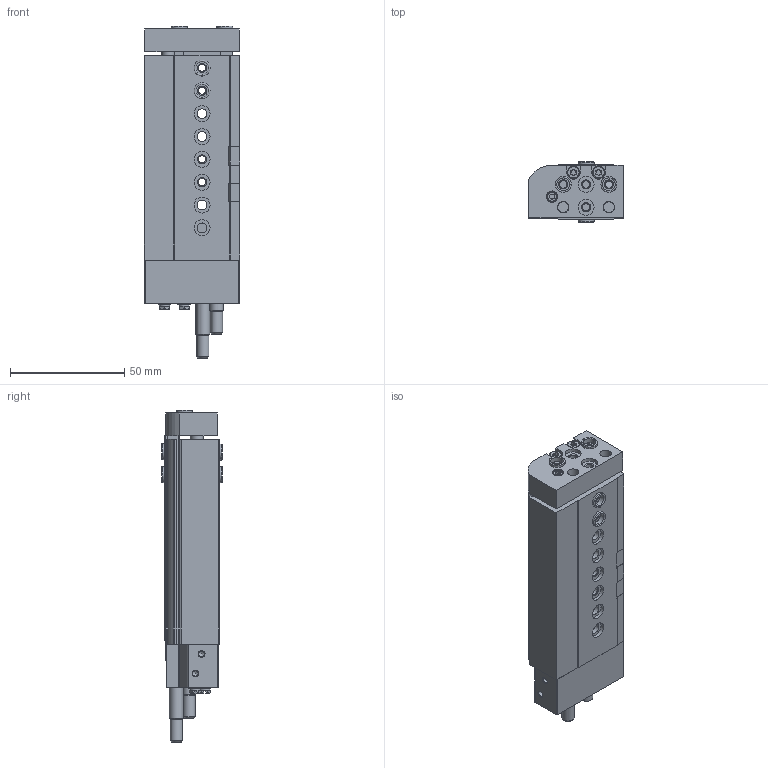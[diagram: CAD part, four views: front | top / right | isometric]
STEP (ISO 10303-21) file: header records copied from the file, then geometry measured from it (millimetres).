
FILE_DESCRIPTION(/* description */ ('STEP AP214'),/* implementation_level */ '2;1');
FILE_NAME(/* name */ '543939_DGSL-8-40-Y3A',/* time_stamp */ '2024-08-14T06:38:50+02:00',/* author */ ('License CC BY-ND 4.0'),/* organization */ ('CADENAS'),/* preprocessor_version */ 'ST-DEVELOPER v19.3',/* originating_system */ 'PARTsolutions',/* authorisation */ ' ');
FILE_SCHEMA (('INTEGRATED_CNC_SCHEMA','AUTOMOTIVE_DESIGN {1 0 10303 214 3 1 1}'));
Length unit declared in the file: millimetre
Products named in the file (8): 543939 DGSL-8-40-Y3A---(0); DGSL-8---(40-0-0-30-zr); 548070 DYSW-4-6-Y1F---(SD_0); 30979 B-M3-S9; 686784 DGSL-8-AS; 686800 DGSL-8-AS; DGSL-8---(40-0-JP); 8146544 ZBH-7-B
Assembly tree (14 placements, depth 2):
  543939 DGSL-8-40-Y3A---(0)
    DGSL-8---(40-0-0-30-zr)
    548070 DYSW-4-6-Y1F---(SD_0)  x2
    30979 B-M3-S9  x2
    686784 DGSL-8-AS
    686800 DGSL-8-AS
    DGSL-8---(40-0-JP)
    8146544 ZBH-7-B  x6
Bounding box: 42 x 26.6 x 145.4 mm (x, y, z)
Volume: 89018.8 mm3; surface area: 41668.4 mm2
Topology: 14 solids, 14 shells, 684 faces, 1672 edges, 1082 vertices
Faces by surface type: plane 339, cylinder 247, cone 75, torus 21, sphere 2
Full cylindrical faces by diameter (mm): 2 x2, 2.013 x1, 2.4 x2, 2.459 x6, 2.5 x2, 3 x4, 3.242 x12, 3.5 x2, 3.7 x2, 4 x3, 4.3 x4, 4.5 x3, 4.8 x2, 5 x3, 5.35 x2, 5.459 x2, 5.5 x11, 5.58 x2, 6 x7, 7 x16, 8 x4, 8.2 x3, 10 x2
Entity records: 17749 total; most frequent: CARTESIAN_POINT 3054, DIRECTION 3022, ORIENTED_EDGE 2644, EDGE_CURVE 1322, AXIS2_PLACEMENT_3D 1136, VERTEX_POINT 955, FACE_BOUND 867, EDGE_LOOP 860
